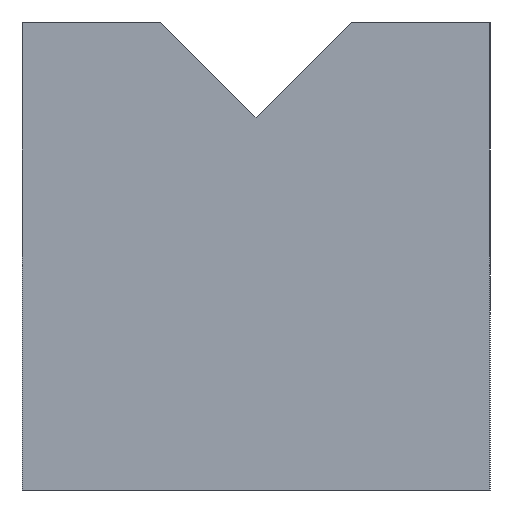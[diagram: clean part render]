
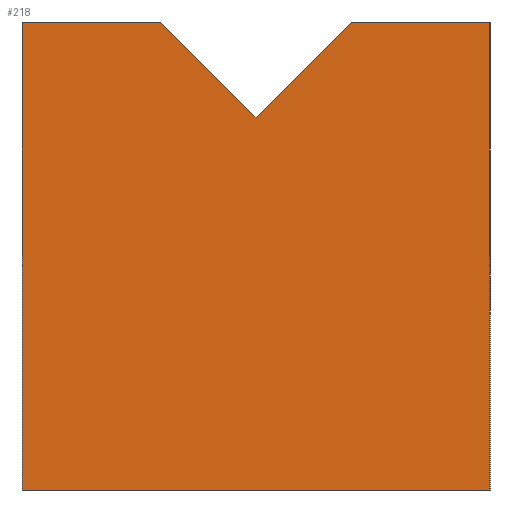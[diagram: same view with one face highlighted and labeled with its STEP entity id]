
A CAD part, left-side view. The second image highlights one B-rep face of the part: STEP entity #218.
In plain terms, the highlighted planar face has unit normal (-1, 0, 0).
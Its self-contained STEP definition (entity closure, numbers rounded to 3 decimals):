
#14 = FACE_OUTER_BOUND ( 'NONE', #190, .T. ) ;
#32 = VERTEX_POINT ( 'NONE', #522 ) ;
#38 = ORIENTED_EDGE ( 'NONE', *, *, #493, .F. ) ;
#39 = DIRECTION ( 'NONE',  ( 0., 0., -1. ) ) ;
#41 = CARTESIAN_POINT ( 'NONE',  ( -45., 16., -16. ) ) ;
#42 = VECTOR ( 'NONE', #466, 1000. ) ;
#44 = VECTOR ( 'NONE', #283, 1000. ) ;
#66 = VECTOR ( 'NONE', #39, 1000. ) ;
#82 = DIRECTION ( 'NONE',  ( 0., -1., 0. ) ) ;
#90 = VECTOR ( 'NONE', #372, 1000. ) ;
#100 = DIRECTION ( 'NONE',  ( 0., 0., -1. ) ) ;
#108 = VECTOR ( 'NONE', #82, 1000. ) ;
#109 = ORIENTED_EDGE ( 'NONE', *, *, #332, .T. ) ;
#127 = CARTESIAN_POINT ( 'NONE',  ( -45., -16., -16. ) ) ;
#134 = CARTESIAN_POINT ( 'NONE',  ( -45., -6.5, 16. ) ) ;
#158 = CARTESIAN_POINT ( 'NONE',  ( -45., 0., 9.5 ) ) ;
#169 = EDGE_CURVE ( 'NONE', #313, #404, #266, .T. ) ;
#171 = DIRECTION ( 'NONE',  ( 0., 0.707, 0.707 ) ) ;
#175 = CARTESIAN_POINT ( 'NONE',  ( -45., -16., -16. ) ) ;
#178 = EDGE_CURVE ( 'NONE', #369, #476, #386, .T. ) ;
#180 = VECTOR ( 'NONE', #171, 1000. ) ;
#181 = AXIS2_PLACEMENT_3D ( 'NONE', #182, #486, #100 ) ;
#182 = CARTESIAN_POINT ( 'NONE',  ( -45., -16., 16. ) ) ;
#188 = CARTESIAN_POINT ( 'NONE',  ( -45., 6.5, 16. ) ) ;
#190 = EDGE_LOOP ( 'NONE', ( #529, #519, #242, #482, #109, #38, #379 ) ) ;
#213 = CARTESIAN_POINT ( 'NONE',  ( -45., 6.5, 16. ) ) ;
#218 = ADVANCED_FACE ( 'NONE', ( #14 ), #463, .F. ) ;
#241 = CARTESIAN_POINT ( 'NONE',  ( -45., 16., 16. ) ) ;
#242 = ORIENTED_EDGE ( 'NONE', *, *, #178, .F. ) ;
#256 = LINE ( 'NONE', #213, #180 ) ;
#262 = CARTESIAN_POINT ( 'NONE',  ( -45., -16., 16. ) ) ;
#263 = LINE ( 'NONE', #387, #42 ) ;
#265 = EDGE_CURVE ( 'NONE', #369, #339, #348, .T. ) ;
#266 = LINE ( 'NONE', #158, #44 ) ;
#283 = DIRECTION ( 'NONE',  ( 0., 0.707, -0.707 ) ) ;
#309 = VERTEX_POINT ( 'NONE', #175 ) ;
#313 = VERTEX_POINT ( 'NONE', #134 ) ;
#330 = LINE ( 'NONE', #453, #90 ) ;
#332 = EDGE_CURVE ( 'NONE', #339, #309, #460, .T. ) ;
#339 = VERTEX_POINT ( 'NONE', #41 ) ;
#348 = LINE ( 'NONE', #241, #66 ) ;
#369 = VERTEX_POINT ( 'NONE', #381 ) ;
#372 = DIRECTION ( 'NONE',  ( 0., -1., 0. ) ) ;
#379 = ORIENTED_EDGE ( 'NONE', *, *, #413, .F. ) ;
#381 = CARTESIAN_POINT ( 'NONE',  ( -45., 16., 16. ) ) ;
#386 = LINE ( 'NONE', #262, #108 ) ;
#387 = CARTESIAN_POINT ( 'NONE',  ( -45., -16., 16. ) ) ;
#394 = EDGE_CURVE ( 'NONE', #404, #476, #256, .T. ) ;
#404 = VERTEX_POINT ( 'NONE', #497 ) ;
#413 = EDGE_CURVE ( 'NONE', #313, #32, #330, .T. ) ;
#414 = DIRECTION ( 'NONE',  ( 0., -1., 0. ) ) ;
#453 = CARTESIAN_POINT ( 'NONE',  ( -45., -16., 16. ) ) ;
#460 = LINE ( 'NONE', #127, #515 ) ;
#463 = PLANE ( 'NONE',  #181 ) ;
#466 = DIRECTION ( 'NONE',  ( 0., 0., -1. ) ) ;
#476 = VERTEX_POINT ( 'NONE', #188 ) ;
#482 = ORIENTED_EDGE ( 'NONE', *, *, #265, .T. ) ;
#486 = DIRECTION ( 'NONE',  ( 1., 0., 0. ) ) ;
#493 = EDGE_CURVE ( 'NONE', #32, #309, #263, .T. ) ;
#497 = CARTESIAN_POINT ( 'NONE',  ( -45., 0., 9.5 ) ) ;
#515 = VECTOR ( 'NONE', #414, 1000. ) ;
#519 = ORIENTED_EDGE ( 'NONE', *, *, #394, .T. ) ;
#522 = CARTESIAN_POINT ( 'NONE',  ( -45., -16., 16. ) ) ;
#529 = ORIENTED_EDGE ( 'NONE', *, *, #169, .T. ) ;
